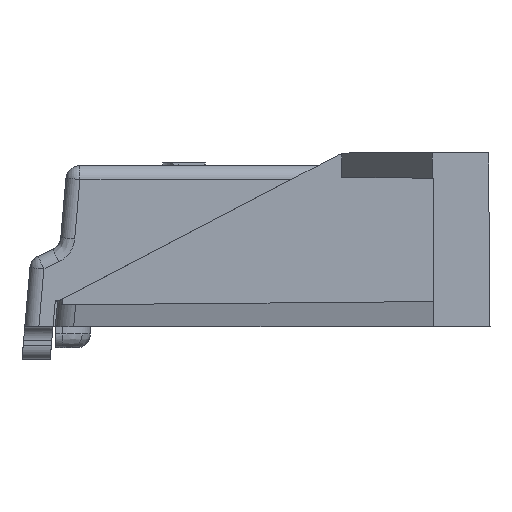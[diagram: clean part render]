
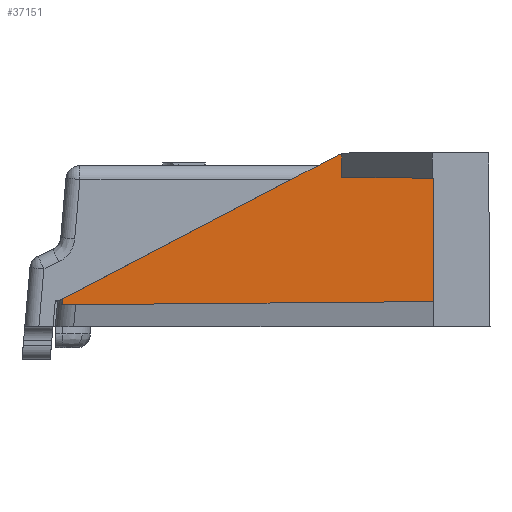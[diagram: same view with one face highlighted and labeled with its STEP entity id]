
A CAD part, left-side view. The second image highlights one B-rep face of the part: STEP entity #37151.
In plain terms, the highlighted planar face has unit normal (-1, 0.009, 0).
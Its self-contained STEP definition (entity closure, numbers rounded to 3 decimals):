
#41 = EDGE_CURVE ( 'NONE', #16159, #39162, #14870, .T. ) ;
#90 = LINE ( 'NONE', #31808, #19699 ) ;
#245 = VERTEX_POINT ( 'NONE', #29150 ) ;
#1052 = CARTESIAN_POINT ( 'NONE',  ( -41.05, -6.5, 0. ) ) ;
#1513 = DIRECTION ( 'NONE',  ( -1., 0.009, 0. ) ) ;
#1718 = VECTOR ( 'NONE', #11322, 1000. ) ;
#2204 = ORIENTED_EDGE ( 'NONE', *, *, #5950, .T. ) ;
#2210 = ORIENTED_EDGE ( 'NONE', *, *, #2521, .T. ) ;
#2521 = EDGE_CURVE ( 'NONE', #39162, #245, #5475, .T. ) ;
#3268 = EDGE_CURVE ( 'NONE', #14225, #31977, #90, .T. ) ;
#3329 = ORIENTED_EDGE ( 'NONE', *, *, #3268, .F. ) ;
#3781 = CARTESIAN_POINT ( 'NONE',  ( -40.993, 0.037, 12.329 ) ) ;
#3884 = ORIENTED_EDGE ( 'NONE', *, *, #16420, .T. ) ;
#4257 = CARTESIAN_POINT ( 'NONE',  ( -40.993, 0.037, 10.657 ) ) ;
#5296 = CARTESIAN_POINT ( 'NONE',  ( -40.819, 19.955, 1.98 ) ) ;
#5475 = LINE ( 'NONE', #5713, #7018 ) ;
#5713 = CARTESIAN_POINT ( 'NONE',  ( -40.949, 5.087, 9.744 ) ) ;
#5950 = EDGE_CURVE ( 'NONE', #33681, #16159, #18363, .T. ) ;
#7018 = VECTOR ( 'NONE', #33821, 1000. ) ;
#7630 = FACE_OUTER_BOUND ( 'NONE', #16711, .T. ) ;
#9419 = CARTESIAN_POINT ( 'NONE',  ( -40.993, 0.037, 12.329 ) ) ;
#9535 = ORIENTED_EDGE ( 'NONE', *, *, #41, .T. ) ;
#10107 = VECTOR ( 'NONE', #39324, 1000. ) ;
#10556 = CARTESIAN_POINT ( 'NONE',  ( -40.991, 0.308, 12.239 ) ) ;
#10715 = LINE ( 'NONE', #21156, #10945 ) ;
#10945 = VECTOR ( 'NONE', #32250, 1000. ) ;
#11322 = DIRECTION ( 'NONE',  ( 0., 0., 1. ) ) ;
#12083 = CARTESIAN_POINT ( 'NONE',  ( -40.819, 19.965, 1.843 ) ) ;
#14016 = VERTEX_POINT ( 'NONE', #17161 ) ;
#14225 = VERTEX_POINT ( 'NONE', #25763 ) ;
#14870 =( BOUNDED_CURVE ( )  B_SPLINE_CURVE ( 3, ( #3781, #17365, #10556, #38874 ),
 .UNSPECIFIED., .F., .T. ) 
 B_SPLINE_CURVE_WITH_KNOTS ( ( 4, 4 ),
 ( 4.979, 5.194 ),
 .UNSPECIFIED. ) 
 CURVE ( )  GEOMETRIC_REPRESENTATION_ITEM ( )  RATIONAL_B_SPLINE_CURVE ( ( 1., 0.996, 0.996, 1. ) ) 
 REPRESENTATION_ITEM ( '' )  );
#15921 = ORIENTED_EDGE ( 'NONE', *, *, #38714, .T. ) ;
#16159 = VERTEX_POINT ( 'NONE', #9419 ) ;
#16381 = CARTESIAN_POINT ( 'NONE',  ( -41.05, -6.5, 1.8 ) ) ;
#16420 = EDGE_CURVE ( 'NONE', #245, #14016, #24559, .T. ) ;
#16711 = EDGE_LOOP ( 'NONE', ( #2204, #9535, #2210, #3884, #44581, #3329, #15921 ) ) ;
#17161 = CARTESIAN_POINT ( 'NONE',  ( -40.819, 19.984, 1.569 ) ) ;
#17365 = CARTESIAN_POINT ( 'NONE',  ( -40.992, 0.175, 12.291 ) ) ;
#17902 = CARTESIAN_POINT ( 'NONE',  ( -40.993, 0.037, 10.6 ) ) ;
#18216 = CARTESIAN_POINT ( 'NONE',  ( -40.819, 19.974, 1.706 ) ) ;
#18363 = LINE ( 'NONE', #17902, #1718 ) ;
#19117 = CARTESIAN_POINT ( 'NONE',  ( -40.819, 19.984, 1.569 ) ) ;
#19699 = VECTOR ( 'NONE', #24803, 1000. ) ;
#21156 = CARTESIAN_POINT ( 'NONE',  ( -41.047, -6.142, 10.603 ) ) ;
#21407 = LINE ( 'NONE', #28453, #10107 ) ;
#24559 =( BOUNDED_CURVE ( )  B_SPLINE_CURVE ( 3, ( #5296, #12083, #18216, #19117 ),
 .UNSPECIFIED., .F., .F. ) 
 B_SPLINE_CURVE_WITH_KNOTS ( ( 4, 4 ),
 ( 2.161, 2.166 ),
 .UNSPECIFIED. ) 
 CURVE ( )  GEOMETRIC_REPRESENTATION_ITEM ( )  RATIONAL_B_SPLINE_CURVE ( ( 1., 1., 1., 1. ) ) 
 REPRESENTATION_ITEM ( '' )  );
#24803 = DIRECTION ( 'NONE',  ( 0., 0., -1. ) ) ;
#25763 = CARTESIAN_POINT ( 'NONE',  ( -41.05, -6.5, 10.6 ) ) ;
#28453 = CARTESIAN_POINT ( 'NONE',  ( -41.047, -6.142, 1.797 ) ) ;
#29150 = CARTESIAN_POINT ( 'NONE',  ( -40.819, 19.955, 1.98 ) ) ;
#31684 = DIRECTION ( 'NONE',  ( -0.009, -1., 0. ) ) ;
#31808 = CARTESIAN_POINT ( 'NONE',  ( -41.05, -6.5, 0. ) ) ;
#31977 = VERTEX_POINT ( 'NONE', #16381 ) ;
#32133 = PLANE ( 'NONE',  #40537 ) ;
#32250 = DIRECTION ( 'NONE',  ( 0.009, 1., 0.009 ) ) ;
#33094 = CARTESIAN_POINT ( 'NONE',  ( -40.989, 0.435, 12.173 ) ) ;
#33681 = VERTEX_POINT ( 'NONE', #4257 ) ;
#33821 = DIRECTION ( 'NONE',  ( 0.008, 0.886, -0.463 ) ) ;
#37151 = ADVANCED_FACE ( 'NONE', ( #7630 ), #32133, .T. ) ;
#37346 = EDGE_CURVE ( 'NONE', #14016, #31977, #21407, .T. ) ;
#38714 = EDGE_CURVE ( 'NONE', #14225, #33681, #10715, .T. ) ;
#38874 = CARTESIAN_POINT ( 'NONE',  ( -40.989, 0.435, 12.173 ) ) ;
#39162 = VERTEX_POINT ( 'NONE', #33094 ) ;
#39324 = DIRECTION ( 'NONE',  ( -0.009, -1., 0.009 ) ) ;
#40537 = AXIS2_PLACEMENT_3D ( 'NONE', #1052, #1513, #31684 ) ;
#44581 = ORIENTED_EDGE ( 'NONE', *, *, #37346, .T. ) ;
